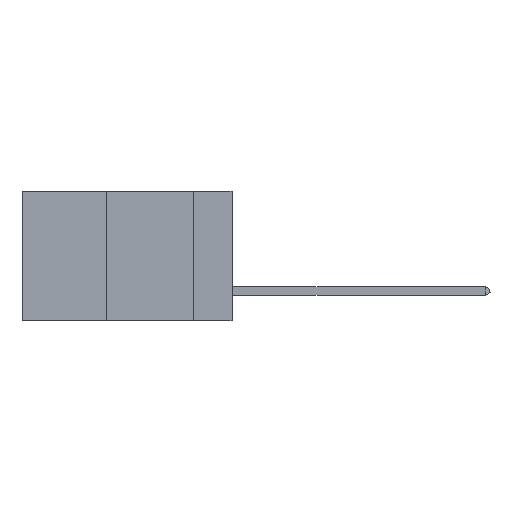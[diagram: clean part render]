
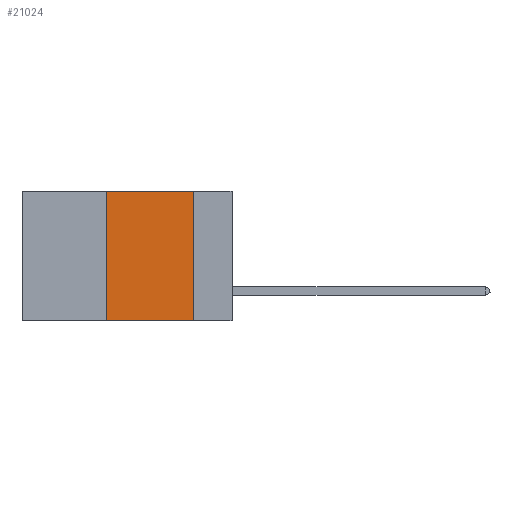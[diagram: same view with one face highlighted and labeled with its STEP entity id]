
A CAD part, left-side view. The second image highlights one B-rep face of the part: STEP entity #21024.
In plain terms, the highlighted planar face has unit normal (-1, 0, 0).
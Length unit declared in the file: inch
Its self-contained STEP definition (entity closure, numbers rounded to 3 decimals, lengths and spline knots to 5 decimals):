
#1154 = CARTESIAN_POINT ( 'NONE',  ( 0., 0.11, 0. ) ) ;
#1555 = PLANE ( 'NONE',  #13304 ) ;
#1556 = EDGE_CURVE ( 'NONE', #18224, #20750, #8022, .T. ) ;
#1764 = DIRECTION ( 'NONE',  ( 0., -1., 0. ) ) ;
#2402 = ORIENTED_EDGE ( 'NONE', *, *, #20849, .T. ) ;
#3500 = VECTOR ( 'NONE', #7561, 39.37008 ) ;
#3759 = CARTESIAN_POINT ( 'NONE',  ( 0., 0.6, 0. ) ) ;
#5615 = CARTESIAN_POINT ( 'NONE',  ( 0., 0.36, 0. ) ) ;
#6491 = EDGE_CURVE ( 'NONE', #20750, #13352, #21682, .T. ) ;
#6553 = CARTESIAN_POINT ( 'NONE',  ( 0., 0.11, -0.37 ) ) ;
#7561 = DIRECTION ( 'NONE',  ( 0., -1., 0. ) ) ;
#8022 = LINE ( 'NONE', #3759, #21058 ) ;
#8356 = CARTESIAN_POINT ( 'NONE',  ( 0., 0.6, 0. ) ) ;
#10039 = VECTOR ( 'NONE', #13622, 39.37008 ) ;
#10067 = ORIENTED_EDGE ( 'NONE', *, *, #1556, .F. ) ;
#11006 = LINE ( 'NONE', #14824, #3500 ) ;
#12855 = DIRECTION ( 'NONE',  ( 0., 0., 1. ) ) ;
#12972 = CARTESIAN_POINT ( 'NONE',  ( 0., 0.36, -0.37 ) ) ;
#13304 = AXIS2_PLACEMENT_3D ( 'NONE', #8356, #21053, #20765 ) ;
#13352 = VERTEX_POINT ( 'NONE', #6553 ) ;
#13457 = ORIENTED_EDGE ( 'NONE', *, *, #16134, .F. ) ;
#13622 = DIRECTION ( 'NONE',  ( 0., 0., -1. ) ) ;
#14824 = CARTESIAN_POINT ( 'NONE',  ( 0., 0.6, -0.37 ) ) ;
#15127 = EDGE_LOOP ( 'NONE', ( #16745, #10067, #13457, #2402 ) ) ;
#16134 = EDGE_CURVE ( 'NONE', #22476, #18224, #17446, .T. ) ;
#16540 = CARTESIAN_POINT ( 'NONE',  ( 0., 0.11, 0. ) ) ;
#16745 = ORIENTED_EDGE ( 'NONE', *, *, #6491, .F. ) ;
#17039 = CARTESIAN_POINT ( 'NONE',  ( 0., 0.36, 0. ) ) ;
#17446 = LINE ( 'NONE', #5615, #18547 ) ;
#18224 = VERTEX_POINT ( 'NONE', #17039 ) ;
#18547 = VECTOR ( 'NONE', #12855, 39.37008 ) ;
#18551 = FACE_OUTER_BOUND ( 'NONE', #15127, .T. ) ;
#20750 = VERTEX_POINT ( 'NONE', #16540 ) ;
#20765 = DIRECTION ( 'NONE',  ( 0., 0., -1. ) ) ;
#20849 = EDGE_CURVE ( 'NONE', #22476, #13352, #11006, .T. ) ;
#21024 = ADVANCED_FACE ( 'NONE', ( #18551 ), #1555, .F. ) ;
#21053 = DIRECTION ( 'NONE',  ( 1., 0., 0. ) ) ;
#21058 = VECTOR ( 'NONE', #1764, 39.37008 ) ;
#21682 = LINE ( 'NONE', #1154, #10039 ) ;
#22476 = VERTEX_POINT ( 'NONE', #12972 ) ;
